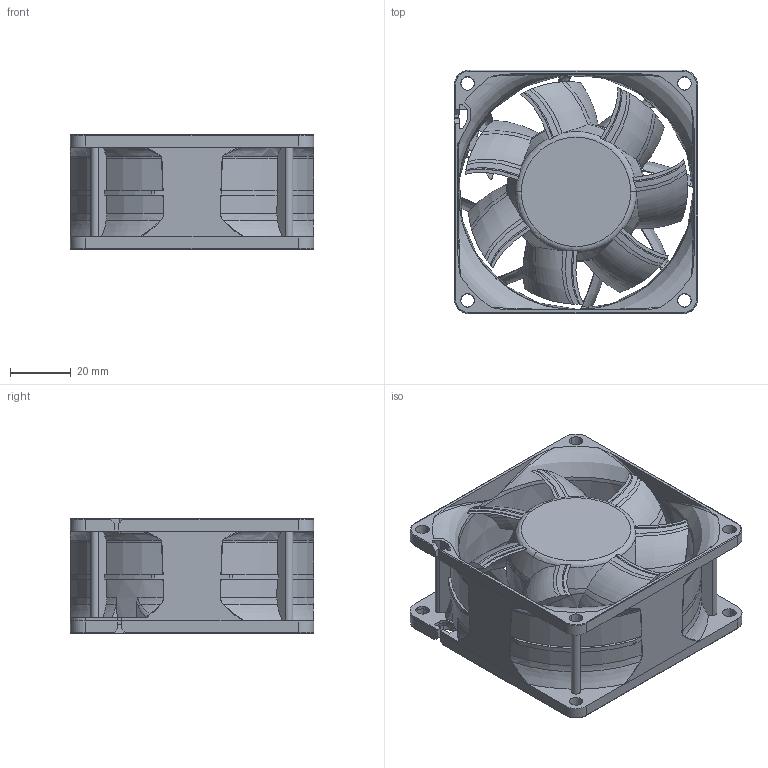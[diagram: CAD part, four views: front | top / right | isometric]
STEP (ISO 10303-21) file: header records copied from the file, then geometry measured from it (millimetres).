
FILE_DESCRIPTION((''),'2;1');
FILE_NAME('8038-2_ASM','2019-04-20T',('Administrator'),(''),'PRO/ENGINEER BY PARAMETRIC TECHNOLOGY CORPORATION, 2009440','PRO/ENGINEER BY PARAMETRIC TECHNOLOGY CORPORATION, 2009440','');
FILE_SCHEMA(('CONFIG_CONTROL_DESIGN'));
Length unit declared in the file: millimetre
Products named in the file (3): 8038K_6; 8038-2BYE; 8038-2_ASM
Assembly tree (2 placements, depth 2):
  8038-2_ASM
    8038K_6
    8038-2BYE
Bounding box: 80.2 x 80.2 x 37.6 mm (x, y, z)
Volume: 42293 mm3; surface area: 47365.6 mm2
Topology: 2 solids, 2 shells, 804 faces, 2292 edges, 1495 vertices
Faces by surface type: plane 230, bspline 215, cylinder 151, cone 108, torus 91, extrusion 9
Entity records: 38588 total; most frequent: CARTESIAN_POINT 19828, ORIENTED_EDGE 4568, DIRECTION 3009, EDGE_CURVE 2284, VERTEX_POINT 1495, AXIS2_PLACEMENT_3D 1204, B_SPLINE_CURVE_WITH_KNOTS 1082, EDGE_LOOP 855
